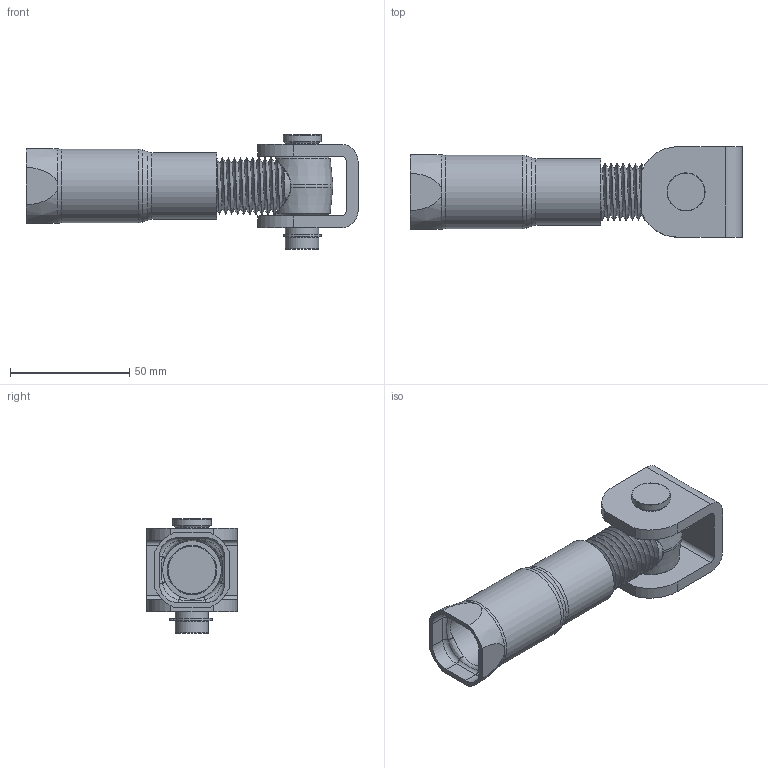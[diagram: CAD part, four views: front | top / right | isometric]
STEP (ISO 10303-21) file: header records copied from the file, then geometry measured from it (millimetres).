
FILE_DESCRIPTION(/* description */ (''),/* implementation_level */ '2;1');
FILE_NAME(/* name */ '25242.stp',/* time_stamp */ '2019-08-05T10:09:54+02:00',/* author */ ('DOMINIQUE'),/* organization */ (''),/* preprocessor_version */ 'ST-DEVELOPER v17.2',/* originating_system */ 'Autodesk Inventor 2019',/* authorisation */ '');
FILE_SCHEMA (('AUTOMOTIVE_DESIGN { 1 0 10303 214 3 1 1 }'));
Length unit declared in the file: millimetre
Products named in the file (6): 25242; 25242-4; 25165-1; 25165-2; 25165-3; NF E 22-163 - 13x1
Assembly tree (5 placements, depth 2):
  25242
    25242-4
    25165-1
    25165-2
    25165-3
    NF E 22-163 - 13x1
Bounding box: 139.41 x 38 x 48 mm (x, y, z)
Volume: 74896.5 mm3; surface area: 36877.5 mm2
Topology: 5 solids, 5 shells, 147 faces, 381 edges, 243 vertices
Faces by surface type: cylinder 66, plane 35, bspline 28, torus 12, cone 6
Full cylindrical faces by diameter (mm): 1.5 x2, 10.5 x1, 12 x1, 14 x2, 14.1 x1, 14.2 x2, 16 x1, 20.752 x1, 24 x19, 24.637 x1, 28 x1, 31 x1
Entity records: 9691 total; most frequent: CARTESIAN_POINT 6079, ORIENTED_EDGE 762, DIRECTION 628, EDGE_CURVE 381, AXIS2_PLACEMENT_3D 259, VERTEX_POINT 243, EDGE_LOOP 166, FACE_OUTER_BOUND 147
